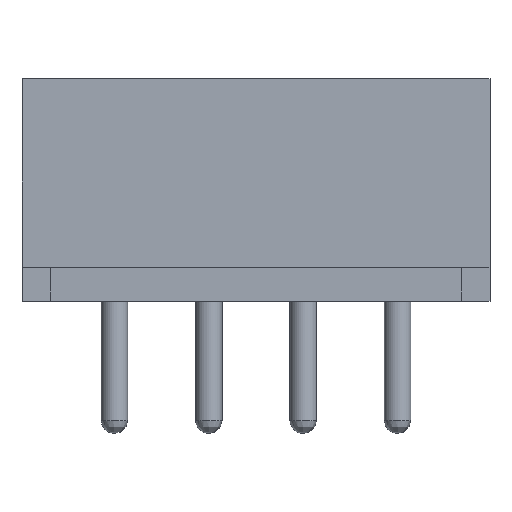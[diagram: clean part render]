
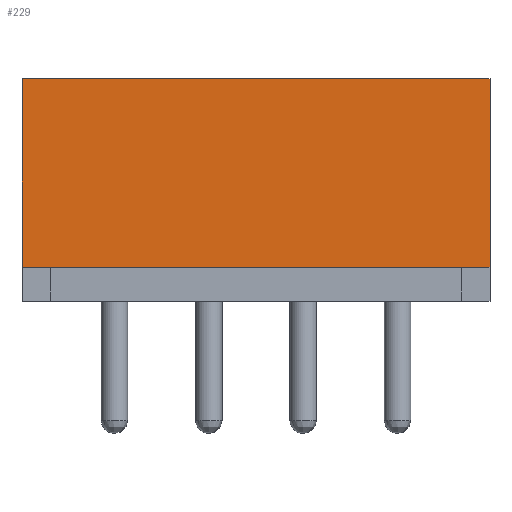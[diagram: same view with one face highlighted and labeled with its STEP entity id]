
A CAD part, front view. The second image highlights one B-rep face of the part: STEP entity #229.
In plain terms, the highlighted planar face has unit normal (0, -1, 0).
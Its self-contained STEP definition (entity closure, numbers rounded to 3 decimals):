
#229 = ADVANCED_FACE( '', ( #445 ), #446, .T. );
#445 = FACE_OUTER_BOUND( '', #666, .T. );
#446 = PLANE( '', #667 );
#666 = EDGE_LOOP( '', ( #1156, #1157, #1158, #1159 ) );
#667 = AXIS2_PLACEMENT_3D( '', #1160, #1161, #1162 );
#1156 = ORIENTED_EDGE( '', *, *, #1410, .F. );
#1157 = ORIENTED_EDGE( '', *, *, #1525, .T. );
#1158 = ORIENTED_EDGE( '', *, *, #1546, .T. );
#1159 = ORIENTED_EDGE( '', *, *, #1507, .T. );
#1160 = CARTESIAN_POINT( '', ( 6.2, -2.45, -2.95 ) );
#1161 = DIRECTION( '', ( 0., -1., 0. ) );
#1162 = DIRECTION( '', ( 0., 0., -1. ) );
#1410 = EDGE_CURVE( '', #1646, #1648, #1649, .T. );
#1507 = EDGE_CURVE( '', #1802, #1648, #1803, .T. );
#1525 = EDGE_CURVE( '', #1646, #1826, #1828, .T. );
#1546 = EDGE_CURVE( '', #1826, #1802, #1854, .T. );
#1646 = VERTEX_POINT( '', #1983 );
#1648 = VERTEX_POINT( '', #1986 );
#1649 = LINE( '', #1987, #1988 );
#1802 = VERTEX_POINT( '', #2212 );
#1803 = LINE( '', #2213, #2214 );
#1826 = VERTEX_POINT( '', #2248 );
#1828 = LINE( '', #2251, #2252 );
#1854 = LINE( '', #2288, #2289 );
#1983 = CARTESIAN_POINT( '', ( -6.2, -2.45, -2.05 ) );
#1986 = CARTESIAN_POINT( '', ( -6.2, -2.45, 2.95 ) );
#1987 = CARTESIAN_POINT( '', ( -6.2, -2.45, -2.95 ) );
#1988 = VECTOR( '', #2397, 1000. );
#2212 = CARTESIAN_POINT( '', ( 6.2, -2.45, 2.95 ) );
#2213 = CARTESIAN_POINT( '', ( 6.2, -2.45, 2.95 ) );
#2214 = VECTOR( '', #2487, 1000. );
#2248 = CARTESIAN_POINT( '', ( 6.2, -2.45, -2.05 ) );
#2251 = CARTESIAN_POINT( '', ( 5.45, -2.45, -2.05 ) );
#2252 = VECTOR( '', #2500, 1000. );
#2288 = CARTESIAN_POINT( '', ( 6.2, -2.45, -2.95 ) );
#2289 = VECTOR( '', #2517, 1000. );
#2397 = DIRECTION( '', ( 0., 0., 1. ) );
#2487 = DIRECTION( '', ( -1., 0., 0. ) );
#2500 = DIRECTION( '', ( 1., 0., 0. ) );
#2517 = DIRECTION( '', ( 0., 0., 1. ) );
